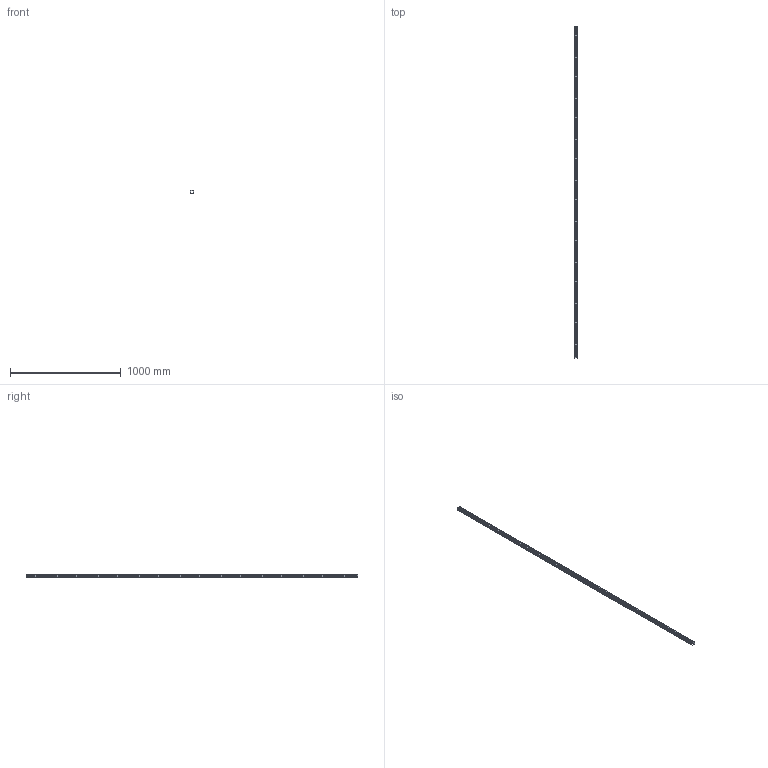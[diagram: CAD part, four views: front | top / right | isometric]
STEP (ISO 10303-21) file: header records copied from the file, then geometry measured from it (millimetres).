
FILE_DESCRIPTION((''),'2;1');
FILE_NAME('613630_PRT','2018-12-05T12:23:09',('tomasz.grudniewski'),(''),'CREO PARAMETRIC BY PTC INC, 2018260','CREO PARAMETRIC BY PTC INC, 2018260','');
FILE_SCHEMA(('CONFIG_CONTROL_DESIGN'));
Length unit declared in the file: millimetre
Products named in the file (1): 613630_PRT
Bounding box: 30 x 3000 x 27.76 mm (x, y, z)
Volume: 346496.2 mm3; surface area: 493136.1 mm2
Topology: 1 solids, 1 shells, 1298 faces, 3856 edges, 2560 vertices
Faces by surface type: plane 660, cylinder 638
Entity records: 45078 total; most frequent: DIRECTION 7728, CARTESIAN_POINT 7714, ORIENTED_EDGE 7712, EDGE_CURVE 3856, VECTOR 2580, LINE 2580, AXIS2_PLACEMENT_3D 2574, VERTEX_POINT 2560
